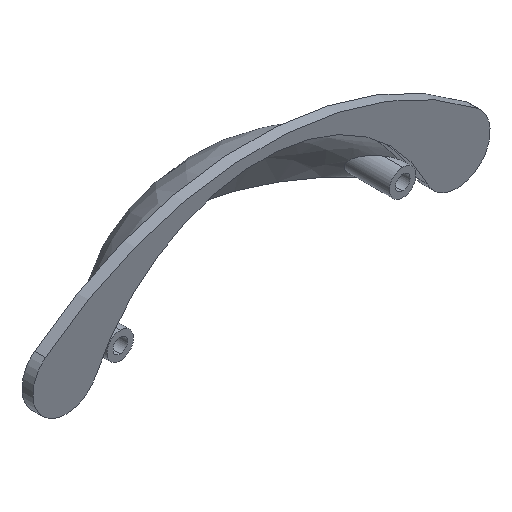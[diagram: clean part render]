
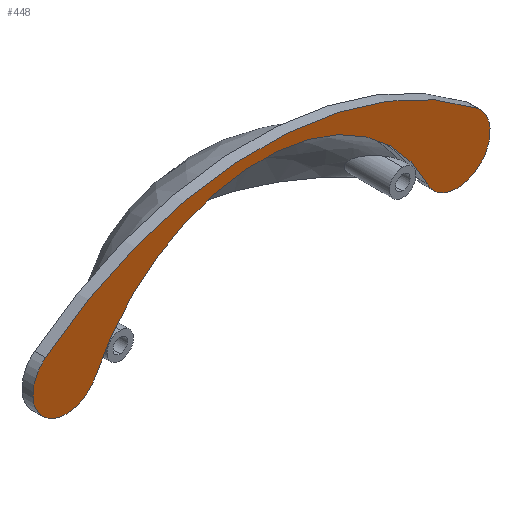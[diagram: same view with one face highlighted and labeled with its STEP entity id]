
A CAD part, isometric view. The second image highlights one B-rep face of the part: STEP entity #448.
In plain terms, the highlighted planar face has unit normal (0, -1, 0).
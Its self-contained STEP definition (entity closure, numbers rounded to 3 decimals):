
#3 = FACE_OUTER_BOUND ( 'NONE', #607, .T. ) ;
#19 = EDGE_CURVE ( 'NONE', #1274, #823, #1108, .T. ) ;
#37 = CARTESIAN_POINT ( 'NONE',  ( 44.3, 0., -22.796 ) ) ;
#68 = EDGE_CURVE ( 'NONE', #1305, #500, #813, .T. ) ;
#73 = DIRECTION ( 'NONE',  ( 0., -1., 0. ) ) ;
#81 = ORIENTED_EDGE ( 'NONE', *, *, #99, .F. ) ;
#86 = CARTESIAN_POINT ( 'NONE',  ( -44.3, 0., -30.296 ) ) ;
#90 = CARTESIAN_POINT ( 'NONE',  ( 44.3, 0., -30.296 ) ) ;
#99 = EDGE_CURVE ( 'NONE', #823, #1305, #1177, .T. ) ;
#143 = CIRCLE ( 'NONE', #1123, 79.3 ) ;
#155 = ORIENTED_EDGE ( 'NONE', *, *, #19, .F. ) ;
#161 = ORIENTED_EDGE ( 'NONE', *, *, #1024, .F. ) ;
#168 = AXIS2_PLACEMENT_3D ( 'NONE', #1261, #944, #502 ) ;
#197 = DIRECTION ( 'NONE',  ( 0., 0., 1. ) ) ;
#203 = AXIS2_PLACEMENT_3D ( 'NONE', #865, #1276, #845 ) ;
#222 = CARTESIAN_POINT ( 'NONE',  ( 22.15, 0., -33.498 ) ) ;
#280 = ORIENTED_EDGE ( 'NONE', *, *, #281, .T. ) ;
#281 = EDGE_CURVE ( 'NONE', #1012, #500, #974, .T. ) ;
#290 = ORIENTED_EDGE ( 'NONE', *, *, #340, .T. ) ;
#325 = CARTESIAN_POINT ( 'NONE',  ( 44.3, 0., -22.796 ) ) ;
#340 = EDGE_CURVE ( 'NONE', #1060, #1012, #557, .T. ) ;
#448 = ADVANCED_FACE ( 'NONE', ( #3 ), #1293, .F. ) ;
#493 = DIRECTION ( 'NONE',  ( 0., 0., -1. ) ) ;
#500 = VERTEX_POINT ( 'NONE', #651 ) ;
#502 = DIRECTION ( 'NONE',  ( 0., 0., -1. ) ) ;
#532 = CARTESIAN_POINT ( 'NONE',  ( 0., 0., -79.3 ) ) ;
#544 = DIRECTION ( 'NONE',  ( 0., 1., 0. ) ) ;
#557 = CIRCLE ( 'NONE', #168, 7.5 ) ;
#607 = EDGE_LOOP ( 'NONE', ( #155, #161, #290, #280, #880, #81 ) ) ;
#651 = CARTESIAN_POINT ( 'NONE',  ( -37.547, 0., -26.058 ) ) ;
#663 = CARTESIAN_POINT ( 'NONE',  ( 37.547, 0., -26.058 ) ) ;
#668 = AXIS2_PLACEMENT_3D ( 'NONE', #1162, #73, #493 ) ;
#768 = DIRECTION ( 'NONE',  ( 0., 0., 1. ) ) ;
#813 = CIRCLE ( 'NONE', #203, 41.7 ) ;
#823 = VERTEX_POINT ( 'NONE', #90 ) ;
#845 = DIRECTION ( 'NONE',  ( 0., 0., -1. ) ) ;
#865 = CARTESIAN_POINT ( 'NONE',  ( 0., 0., -44.2 ) ) ;
#878 = CARTESIAN_POINT ( 'NONE',  ( 48.927, 0., -16.893 ) ) ;
#880 = ORIENTED_EDGE ( 'NONE', *, *, #68, .F. ) ;
#944 = DIRECTION ( 'NONE',  ( 0., -1., 0. ) ) ;
#958 = CARTESIAN_POINT ( 'NONE',  ( -48.927, 0., -16.893 ) ) ;
#964 = DIRECTION ( 'NONE',  ( 0., 1., 0. ) ) ;
#974 = CIRCLE ( 'NONE', #668, 7.5 ) ;
#1012 = VERTEX_POINT ( 'NONE', #86 ) ;
#1024 = EDGE_CURVE ( 'NONE', #1060, #1274, #143, .T. ) ;
#1060 = VERTEX_POINT ( 'NONE', #958 ) ;
#1108 = CIRCLE ( 'NONE', #1398, 7.5 ) ;
#1123 = AXIS2_PLACEMENT_3D ( 'NONE', #532, #964, #197 ) ;
#1162 = CARTESIAN_POINT ( 'NONE',  ( -44.3, 0., -22.796 ) ) ;
#1173 = DIRECTION ( 'NONE',  ( 0., 1., 0. ) ) ;
#1177 = CIRCLE ( 'NONE', #1355, 7.5 ) ;
#1242 = DIRECTION ( 'NONE',  ( 0., 0., 1. ) ) ;
#1261 = CARTESIAN_POINT ( 'NONE',  ( -44.3, 0., -22.796 ) ) ;
#1269 = DIRECTION ( 'NONE',  ( 0., 0., 1. ) ) ;
#1274 = VERTEX_POINT ( 'NONE', #878 ) ;
#1276 = DIRECTION ( 'NONE',  ( 0., -1., 0. ) ) ;
#1293 = PLANE ( 'NONE',  #1394 ) ;
#1305 = VERTEX_POINT ( 'NONE', #663 ) ;
#1347 = DIRECTION ( 'NONE',  ( 0., 1., 0. ) ) ;
#1355 = AXIS2_PLACEMENT_3D ( 'NONE', #325, #1173, #1269 ) ;
#1394 = AXIS2_PLACEMENT_3D ( 'NONE', #222, #544, #768 ) ;
#1398 = AXIS2_PLACEMENT_3D ( 'NONE', #37, #1347, #1242 ) ;
